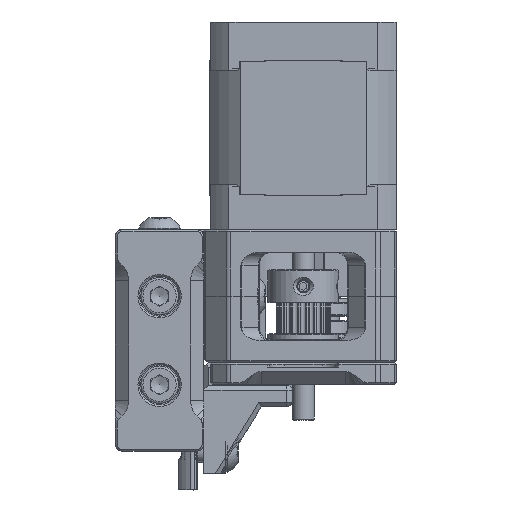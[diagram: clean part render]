
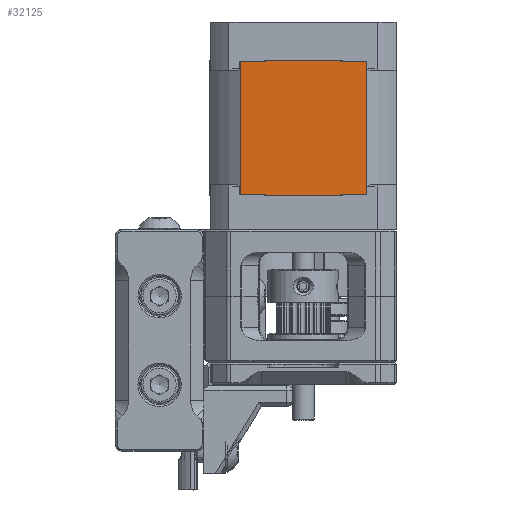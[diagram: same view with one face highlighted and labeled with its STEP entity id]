
A CAD part, front view. The second image highlights one B-rep face of the part: STEP entity #32125.
In plain terms, the highlighted planar face has unit normal (0, -1, 0).
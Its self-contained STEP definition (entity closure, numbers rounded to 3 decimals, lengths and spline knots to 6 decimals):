
#2563=LINE('',#58938,#4833);
#2569=LINE('',#58964,#4839);
#2583=LINE('',#59007,#4853);
#2585=LINE('',#59011,#4855);
#2587=LINE('',#59017,#4857);
#2639=LINE('',#59206,#4909);
#2640=LINE('',#59212,#4910);
#2641=LINE('',#59216,#4911);
#2643=LINE('',#59223,#4913);
#2645=LINE('',#59228,#4915);
#2646=LINE('',#59230,#4916);
#2653=LINE('',#59259,#4923);
#4833=VECTOR('',#44237,1.);
#4839=VECTOR('',#44265,1.);
#4853=VECTOR('',#44305,1.);
#4855=VECTOR('',#44309,1.);
#4857=VECTOR('',#44315,1.);
#4909=VECTOR('',#44509,1.);
#4910=VECTOR('',#44516,1.);
#4911=VECTOR('',#44521,1.);
#4913=VECTOR('',#44527,1.);
#4915=VECTOR('',#44533,1.);
#4916=VECTOR('',#44536,1.);
#4923=VECTOR('',#44569,1.);
#6606=PLANE('',#36577);
#13163=ORIENTED_EDGE('',*,*,#18854,.T.);
#13164=ORIENTED_EDGE('',*,*,#18856,.T.);
#13165=ORIENTED_EDGE('',*,*,#18863,.T.);
#13166=ORIENTED_EDGE('',*,*,#18851,.T.);
#13167=ORIENTED_EDGE('',*,*,#18862,.T.);
#13168=ORIENTED_EDGE('',*,*,#18859,.T.);
#13169=ORIENTED_EDGE('',*,*,#18876,.T.);
#13170=ORIENTED_EDGE('',*,*,#18760,.T.);
#13171=ORIENTED_EDGE('',*,*,#18757,.F.);
#13172=ORIENTED_EDGE('',*,*,#18733,.F.);
#13173=ORIENTED_EDGE('',*,*,#18720,.F.);
#13174=ORIENTED_EDGE('',*,*,#18755,.T.);
#18720=EDGE_CURVE('',#22176,#22177,#2563,.T.);
#18733=EDGE_CURVE('',#22177,#22186,#2569,.T.);
#18755=EDGE_CURVE('',#22176,#22201,#2583,.T.);
#18757=EDGE_CURVE('',#22186,#22203,#2585,.T.);
#18760=EDGE_CURVE('',#22205,#22203,#2587,.T.);
#18851=EDGE_CURVE('',#22271,#22270,#2639,.T.);
#18854=EDGE_CURVE('',#22201,#22272,#2640,.T.);
#18856=EDGE_CURVE('',#22272,#22273,#2641,.T.);
#18859=EDGE_CURVE('',#22277,#22276,#2643,.T.);
#18862=EDGE_CURVE('',#22270,#22277,#2645,.T.);
#18863=EDGE_CURVE('',#22273,#22271,#2646,.T.);
#18876=EDGE_CURVE('',#22276,#22205,#2653,.T.);
#22176=VERTEX_POINT('',#58937);
#22177=VERTEX_POINT('',#58939);
#22186=VERTEX_POINT('',#58965);
#22201=VERTEX_POINT('',#59006);
#22203=VERTEX_POINT('',#59012);
#22205=VERTEX_POINT('',#59018);
#22270=VERTEX_POINT('',#59205);
#22271=VERTEX_POINT('',#59207);
#22272=VERTEX_POINT('',#59211);
#22273=VERTEX_POINT('',#59215);
#22276=VERTEX_POINT('',#59222);
#22277=VERTEX_POINT('',#59224);
#26650=EDGE_LOOP('',(#13163,#13164,#13165,#13166,#13167,#13168,#13169,#13170,
#13171,#13172,#13173,#13174));
#29323=FACE_BOUND('',#26650,.T.);
#32125=ADVANCED_FACE('',(#29323),#6606,.T.);
#36577=AXIS2_PLACEMENT_3D('',#59258,#44567,#44568);
#44237=DIRECTION('',(-1.,0.,0.));
#44265=DIRECTION('',(0.,0.,1.));
#44305=DIRECTION('',(0.,0.,-1.));
#44309=DIRECTION('',(1.,0.,0.));
#44315=DIRECTION('',(0.,0.,-1.));
#44509=DIRECTION('',(0.,0.,1.));
#44516=DIRECTION('',(1.,0.,0.));
#44521=DIRECTION('',(0.,0.,1.));
#44527=DIRECTION('',(0.,0.,1.));
#44533=DIRECTION('',(-1.,0.,0.));
#44536=DIRECTION('',(1.,0.,0.));
#44567=DIRECTION('',(0.,-1.,0.));
#44568=DIRECTION('',(0.,0.,1.));
#44569=DIRECTION('',(-1.,0.,0.));
#58937=CARTESIAN_POINT('',(-0.169606,-0.2276,0.0229));
#58938=CARTESIAN_POINT('',(-0.175478,-0.2276,0.0229));
#58939=CARTESIAN_POINT('',(-0.17533,-0.2276,0.0229));
#58964=CARTESIAN_POINT('',(-0.17533,-0.2276,0.0229));
#58965=CARTESIAN_POINT('',(-0.17533,-0.2276,0.0531));
#59006=CARTESIAN_POINT('',(-0.169606,-0.2276,0.0228));
#59007=CARTESIAN_POINT('',(-0.169606,-0.2276,0.0229));
#59011=CARTESIAN_POINT('',(-0.169605,-0.2276,0.0531));
#59012=CARTESIAN_POINT('',(-0.169606,-0.2276,0.0531));
#59017=CARTESIAN_POINT('',(-0.169606,-0.2276,0.0229));
#59018=CARTESIAN_POINT('',(-0.169606,-0.2276,0.0532));
#59205=CARTESIAN_POINT('',(-0.14687,-0.2276,0.0531));
#59206=CARTESIAN_POINT('',(-0.14687,-0.2276,0.0229));
#59207=CARTESIAN_POINT('',(-0.14687,-0.2276,0.0229));
#59211=CARTESIAN_POINT('',(-0.152594,-0.2276,0.0228));
#59212=CARTESIAN_POINT('',(-0.146869,-0.2276,0.0228));
#59215=CARTESIAN_POINT('',(-0.152594,-0.2276,0.0229));
#59216=CARTESIAN_POINT('',(-0.152594,-0.2276,0.0229));
#59222=CARTESIAN_POINT('',(-0.152594,-0.2276,0.0532));
#59223=CARTESIAN_POINT('',(-0.152594,-0.2276,0.0229));
#59224=CARTESIAN_POINT('',(-0.152594,-0.2276,0.0531));
#59228=CARTESIAN_POINT('',(-0.146869,-0.2276,0.0531));
#59230=CARTESIAN_POINT('',(-0.146869,-0.2276,0.0229));
#59258=CARTESIAN_POINT('',(-0.146869,-0.2276,0.022799));
#59259=CARTESIAN_POINT('',(-0.146869,-0.2276,0.0532));
